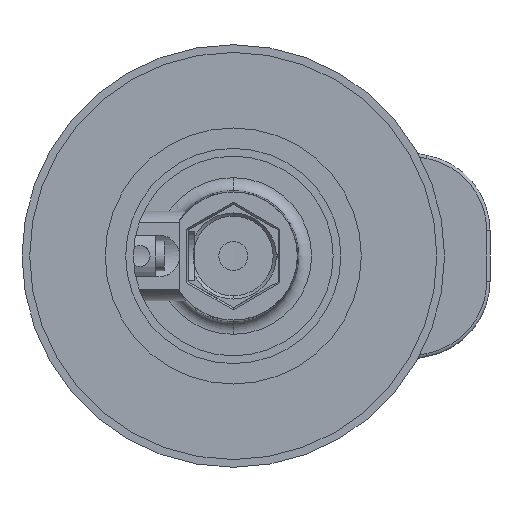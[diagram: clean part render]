
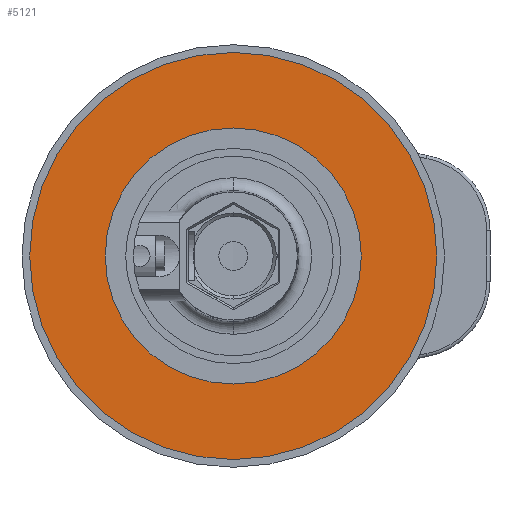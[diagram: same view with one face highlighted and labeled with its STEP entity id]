
A CAD part, front view. The second image highlights one B-rep face of the part: STEP entity #5121.
In plain terms, the highlighted planar face has unit normal (0, -1, 0).
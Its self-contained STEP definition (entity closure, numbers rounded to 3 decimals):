
#413 = AXIS2_PLACEMENT_3D ( 'NONE', #5783, #5666, #2762 ) ;
#685 = FACE_BOUND ( 'NONE', #3656, .T. ) ;
#814 = DIRECTION ( 'NONE',  ( 0., -1., 0. ) ) ;
#884 = AXIS2_PLACEMENT_3D ( 'NONE', #3884, #1564, #1627 ) ;
#1179 = CARTESIAN_POINT ( 'NONE',  ( -20., 91.064, 0. ) ) ;
#1363 = CIRCLE ( 'NONE', #884, 31.8 ) ;
#1564 = DIRECTION ( 'NONE',  ( 0., 1., 0. ) ) ;
#1627 = DIRECTION ( 'NONE',  ( 0., 0., 1. ) ) ;
#2144 = VERTEX_POINT ( 'NONE', #3955 ) ;
#2656 = AXIS2_PLACEMENT_3D ( 'NONE', #1179, #814, #4493 ) ;
#2762 = DIRECTION ( 'NONE',  ( 0., 0., 1. ) ) ;
#3009 = CARTESIAN_POINT ( 'NONE',  ( 0., 91.064, 31.8 ) ) ;
#3159 = ORIENTED_EDGE ( 'NONE', *, *, #3871, .T. ) ;
#3481 = VERTEX_POINT ( 'NONE', #3009 ) ;
#3555 = FACE_OUTER_BOUND ( 'NONE', #4852, .T. ) ;
#3656 = EDGE_LOOP ( 'NONE', ( #3159 ) ) ;
#3871 = EDGE_CURVE ( 'NONE', #2144, #2144, #5914, .T. ) ;
#3884 = CARTESIAN_POINT ( 'NONE',  ( 0., 91.064, 0. ) ) ;
#3955 = CARTESIAN_POINT ( 'NONE',  ( 0., 91.064, 20. ) ) ;
#4412 = ORIENTED_EDGE ( 'NONE', *, *, #4635, .F. ) ;
#4493 = DIRECTION ( 'NONE',  ( 0., 0., -1. ) ) ;
#4563 = PLANE ( 'NONE',  #2656 ) ;
#4635 = EDGE_CURVE ( 'NONE', #3481, #3481, #1363, .T. ) ;
#4852 = EDGE_LOOP ( 'NONE', ( #4412 ) ) ;
#5121 = ADVANCED_FACE ( 'NONE', ( #685, #3555 ), #4563, .T. ) ;
#5666 = DIRECTION ( 'NONE',  ( 0., 1., 0. ) ) ;
#5783 = CARTESIAN_POINT ( 'NONE',  ( 0., 91.064, 0. ) ) ;
#5914 = CIRCLE ( 'NONE', #413, 20. ) ;
